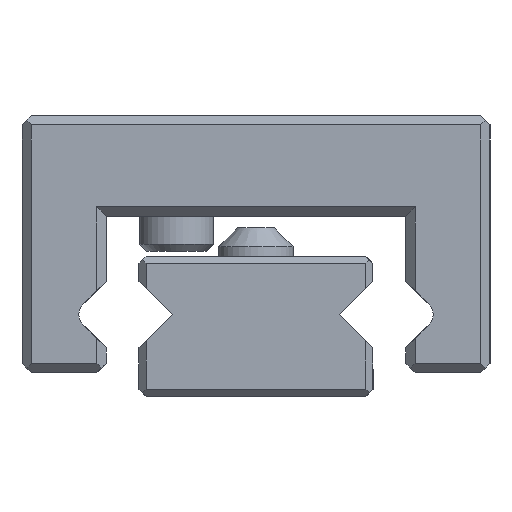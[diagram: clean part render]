
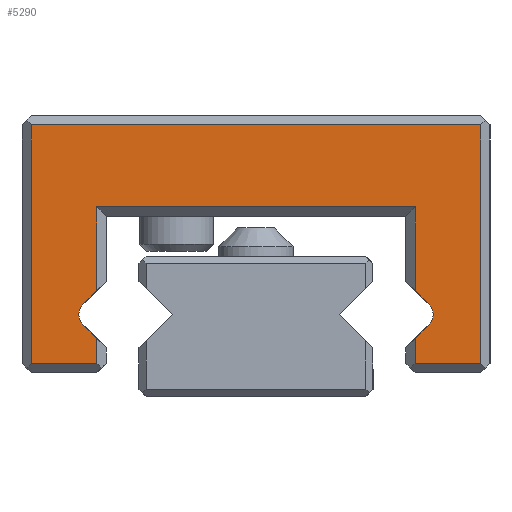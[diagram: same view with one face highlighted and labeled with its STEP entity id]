
A CAD part, left-side view. The second image highlights one B-rep face of the part: STEP entity #5290.
In plain terms, the highlighted planar face has unit normal (-1, 0, 0).
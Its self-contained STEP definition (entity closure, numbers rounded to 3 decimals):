
#4623=FACE_OUTER_BOUND('',#9527,.T.);
#5290=ADVANCED_FACE('',(#4623),#5971,.T.);
#5971=PLANE('',#16977);
#6833=LINE('',#21668,#8243);
#6834=LINE('',#21671,#8244);
#6835=LINE('',#21675,#8245);
#6836=LINE('',#21677,#8246);
#6837=LINE('',#21679,#8247);
#6838=LINE('',#21681,#8248);
#6839=LINE('',#21683,#8249);
#6840=LINE('',#21687,#8250);
#6841=LINE('',#21689,#8251);
#6842=LINE('',#21691,#8252);
#6843=LINE('',#21693,#8253);
#6844=LINE('',#21695,#8254);
#6845=LINE('',#21697,#8255);
#6846=LINE('',#21699,#8256);
#8243=VECTOR('',#18042,1.);
#8244=VECTOR('',#18043,1.);
#8245=VECTOR('',#18046,1.);
#8246=VECTOR('',#18047,1.);
#8247=VECTOR('',#18048,1.);
#8248=VECTOR('',#18049,1.);
#8249=VECTOR('',#18050,1.);
#8250=VECTOR('',#18053,1.);
#8251=VECTOR('',#18054,1.);
#8252=VECTOR('',#18055,1.);
#8253=VECTOR('',#18056,1.);
#8254=VECTOR('',#18057,1.);
#8255=VECTOR('',#18058,1.);
#8256=VECTOR('',#18059,1.);
#9527=EDGE_LOOP('',(#10925,#10926,#10927,#10928,#10929,#10930,#10931,#10932,
#10933,#10934,#10935,#10936,#10937,#10938,#10939,#10940));
#10925=ORIENTED_EDGE('',*,*,#15633,.T.);
#10926=ORIENTED_EDGE('',*,*,#15634,.T.);
#10927=ORIENTED_EDGE('',*,*,#15635,.T.);
#10928=ORIENTED_EDGE('',*,*,#15636,.F.);
#10929=ORIENTED_EDGE('',*,*,#15637,.T.);
#10930=ORIENTED_EDGE('',*,*,#15638,.T.);
#10931=ORIENTED_EDGE('',*,*,#15639,.T.);
#10932=ORIENTED_EDGE('',*,*,#15640,.T.);
#10933=ORIENTED_EDGE('',*,*,#15641,.T.);
#10934=ORIENTED_EDGE('',*,*,#15642,.F.);
#10935=ORIENTED_EDGE('',*,*,#15643,.T.);
#10936=ORIENTED_EDGE('',*,*,#15644,.T.);
#10937=ORIENTED_EDGE('',*,*,#15645,.T.);
#10938=ORIENTED_EDGE('',*,*,#15646,.T.);
#10939=ORIENTED_EDGE('',*,*,#15647,.T.);
#10940=ORIENTED_EDGE('',*,*,#15648,.T.);
#14377=VERTEX_POINT('',#21669);
#14378=VERTEX_POINT('',#21670);
#14379=VERTEX_POINT('',#21672);
#14380=VERTEX_POINT('',#21674);
#14381=VERTEX_POINT('',#21676);
#14382=VERTEX_POINT('',#21678);
#14383=VERTEX_POINT('',#21680);
#14384=VERTEX_POINT('',#21682);
#14385=VERTEX_POINT('',#21684);
#14386=VERTEX_POINT('',#21686);
#14387=VERTEX_POINT('',#21688);
#14388=VERTEX_POINT('',#21690);
#14389=VERTEX_POINT('',#21692);
#14390=VERTEX_POINT('',#21694);
#14391=VERTEX_POINT('',#21696);
#14392=VERTEX_POINT('',#21698);
#15633=EDGE_CURVE('',#14377,#14378,#6833,.T.);
#15634=EDGE_CURVE('',#14378,#14379,#6834,.T.);
#15635=EDGE_CURVE('',#14379,#14380,#16869,.T.);
#15636=EDGE_CURVE('',#14381,#14380,#6835,.T.);
#15637=EDGE_CURVE('',#14381,#14382,#6836,.T.);
#15638=EDGE_CURVE('',#14382,#14383,#6837,.T.);
#15639=EDGE_CURVE('',#14383,#14384,#6838,.T.);
#15640=EDGE_CURVE('',#14384,#14385,#6839,.T.);
#15641=EDGE_CURVE('',#14385,#14386,#16870,.T.);
#15642=EDGE_CURVE('',#14387,#14386,#6840,.T.);
#15643=EDGE_CURVE('',#14387,#14388,#6841,.T.);
#15644=EDGE_CURVE('',#14388,#14389,#6842,.T.);
#15645=EDGE_CURVE('',#14389,#14390,#6843,.T.);
#15646=EDGE_CURVE('',#14390,#14391,#6844,.T.);
#15647=EDGE_CURVE('',#14391,#14392,#6845,.T.);
#15648=EDGE_CURVE('',#14392,#14377,#6846,.T.);
#16869=CIRCLE('',#16975,0.3);
#16870=CIRCLE('',#16976,0.3);
#16975=AXIS2_PLACEMENT_3D('',#21673,#18044,#18045);
#16976=AXIS2_PLACEMENT_3D('',#21685,#18051,#18052);
#16977=AXIS2_PLACEMENT_3D('',#21700,#18060,#18061);
#18042=DIRECTION('',(0.,0.,1.));
#18043=DIRECTION('',(0.,0.707,0.707));
#18044=DIRECTION('',(1.,0.,0.));
#18045=DIRECTION('',(0.,0.,1.));
#18046=DIRECTION('',(0.,0.707,-0.707));
#18047=DIRECTION('',(0.,0.,1.));
#18048=DIRECTION('',(0.,-1.,0.));
#18049=DIRECTION('',(0.,0.,-1.));
#18050=DIRECTION('',(0.,-0.707,-0.707));
#18051=DIRECTION('',(1.,0.,0.));
#18052=DIRECTION('',(0.,0.,1.));
#18053=DIRECTION('',(0.,-0.707,0.707));
#18054=DIRECTION('',(0.,0.,-1.));
#18055=DIRECTION('',(0.,-1.,0.));
#18056=DIRECTION('',(0.,0.,1.));
#18057=DIRECTION('',(0.,1.,0.));
#18058=DIRECTION('',(0.,0.,-1.));
#18059=DIRECTION('',(0.,-1.,0.));
#18060=DIRECTION('',(-1.,0.,0.));
#18061=DIRECTION('',(0.,0.,-1.));
#21668=CARTESIAN_POINT('',(0.,5.9,3.85));
#21669=CARTESIAN_POINT('',(0.,5.9,0.7));
#21670=CARTESIAN_POINT('',(0.,5.9,1.239));
#21671=CARTESIAN_POINT('',(0.,5.7,1.039));
#21672=CARTESIAN_POINT('',(0.,6.199,1.538));
#21673=CARTESIAN_POINT('',(0.,5.986,1.75));
#21674=CARTESIAN_POINT('',(0.,6.199,1.962));
#21675=CARTESIAN_POINT('',(0.,5.7,2.461));
#21676=CARTESIAN_POINT('',(0.,5.9,2.261));
#21677=CARTESIAN_POINT('',(0.,5.9,3.85));
#21678=CARTESIAN_POINT('',(0.,5.9,4.05));
#21679=CARTESIAN_POINT('',(0.,-0.7,4.05));
#21680=CARTESIAN_POINT('',(0.,-0.9,4.05));
#21681=CARTESIAN_POINT('',(0.,-0.9,0.7));
#21682=CARTESIAN_POINT('',(0.,-0.9,2.261));
#21683=CARTESIAN_POINT('',(0.,-0.7,2.461));
#21684=CARTESIAN_POINT('',(0.,-1.199,1.962));
#21685=CARTESIAN_POINT('',(0.,-0.986,1.75));
#21686=CARTESIAN_POINT('',(0.,-1.199,1.538));
#21687=CARTESIAN_POINT('',(0.,-0.7,1.039));
#21688=CARTESIAN_POINT('',(0.,-0.9,1.239));
#21689=CARTESIAN_POINT('',(0.,-0.9,0.7));
#21690=CARTESIAN_POINT('',(0.,-0.9,0.7));
#21691=CARTESIAN_POINT('',(0.,2.5,0.7));
#21692=CARTESIAN_POINT('',(0.,-2.3,0.7));
#21693=CARTESIAN_POINT('',(0.,-2.3,0.5));
#21694=CARTESIAN_POINT('',(0.,-2.3,5.8));
#21695=CARTESIAN_POINT('',(0.,2.5,5.8));
#21696=CARTESIAN_POINT('',(0.,7.3,5.8));
#21697=CARTESIAN_POINT('',(0.,7.3,0.5));
#21698=CARTESIAN_POINT('',(0.,7.3,0.7));
#21699=CARTESIAN_POINT('',(0.,2.5,0.7));
#21700=CARTESIAN_POINT('',(0.,2.5,0.5));
